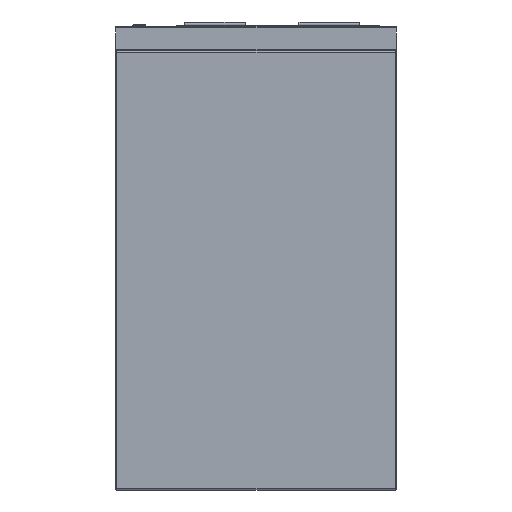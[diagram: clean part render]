
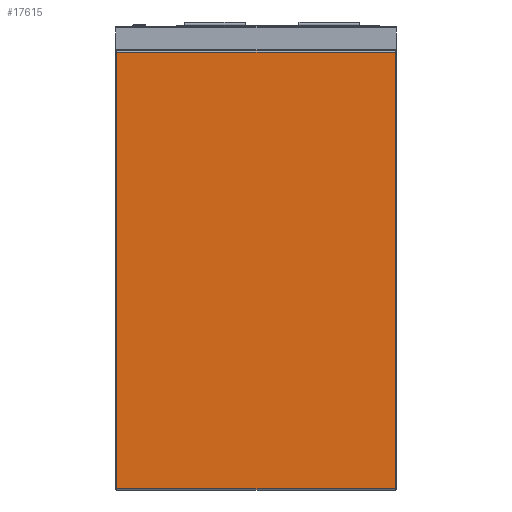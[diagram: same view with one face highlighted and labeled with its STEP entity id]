
A CAD part, left-side view. The second image highlights one B-rep face of the part: STEP entity #17615.
In plain terms, the highlighted planar face has unit normal (-1, 0, 0).
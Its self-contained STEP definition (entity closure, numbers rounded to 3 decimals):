
#756 = PLANE ( 'NONE',  #17390 ) ;
#1127 = VERTEX_POINT ( 'NONE', #14130 ) ;
#2413 = LINE ( 'NONE', #11704, #15621 ) ;
#3333 = ORIENTED_EDGE ( 'NONE', *, *, #12158, .T. ) ;
#3982 = EDGE_CURVE ( 'NONE', #11310, #8975, #2413, .T. ) ;
#4558 = LINE ( 'NONE', #5973, #14644 ) ;
#5124 = ORIENTED_EDGE ( 'NONE', *, *, #3982, .T. ) ;
#5815 = CARTESIAN_POINT ( 'NONE',  ( -772.5, 230., -42. ) ) ;
#5973 = CARTESIAN_POINT ( 'NONE',  ( -772.5, -230., -758. ) ) ;
#6239 = EDGE_CURVE ( 'NONE', #8975, #1127, #4558, .T. ) ;
#7340 = LINE ( 'NONE', #5815, #10969 ) ;
#8014 = CARTESIAN_POINT ( 'NONE',  ( -772.5, -228., -760. ) ) ;
#8975 = VERTEX_POINT ( 'NONE', #17690 ) ;
#10969 = VECTOR ( 'NONE', #16419, 1000. ) ;
#11127 = ORIENTED_EDGE ( 'NONE', *, *, #17331, .T. ) ;
#11310 = VERTEX_POINT ( 'NONE', #15468 ) ;
#11462 = DIRECTION ( 'NONE',  ( -1., 0., 0. ) ) ;
#11704 = CARTESIAN_POINT ( 'NONE',  ( -772.5, 228., -760. ) ) ;
#12158 = EDGE_CURVE ( 'NONE', #1127, #16824, #15893, .T. ) ;
#12984 = FACE_OUTER_BOUND ( 'NONE', #13680, .T. ) ;
#13071 = CARTESIAN_POINT ( 'NONE',  ( -772.5, -230., -760. ) ) ;
#13217 = VECTOR ( 'NONE', #19009, 1000. ) ;
#13680 = EDGE_LOOP ( 'NONE', ( #3333, #11127, #5124, #17100 ) ) ;
#14130 = CARTESIAN_POINT ( 'NONE',  ( -772.5, -228., -758. ) ) ;
#14644 = VECTOR ( 'NONE', #16677, 1000. ) ;
#15468 = CARTESIAN_POINT ( 'NONE',  ( -772.5, 228., -42. ) ) ;
#15621 = VECTOR ( 'NONE', #17843, 1000. ) ;
#15893 = LINE ( 'NONE', #8014, #13217 ) ;
#16419 = DIRECTION ( 'NONE',  ( 0., 1., 0. ) ) ;
#16677 = DIRECTION ( 'NONE',  ( 0., -1., 0. ) ) ;
#16824 = VERTEX_POINT ( 'NONE', #18415 ) ;
#17100 = ORIENTED_EDGE ( 'NONE', *, *, #6239, .T. ) ;
#17331 = EDGE_CURVE ( 'NONE', #16824, #11310, #7340, .T. ) ;
#17390 = AXIS2_PLACEMENT_3D ( 'NONE', #13071, #11462, #19130 ) ;
#17615 = ADVANCED_FACE ( 'Fl�che7', ( #12984 ), #756, .T. ) ;
#17690 = CARTESIAN_POINT ( 'NONE',  ( -772.5, 228., -758. ) ) ;
#17843 = DIRECTION ( 'NONE',  ( 0., 0., -1. ) ) ;
#18415 = CARTESIAN_POINT ( 'NONE',  ( -772.5, -228., -42. ) ) ;
#19009 = DIRECTION ( 'NONE',  ( 0., 0., 1. ) ) ;
#19130 = DIRECTION ( 'NONE',  ( 0., -1., 0. ) ) ;
